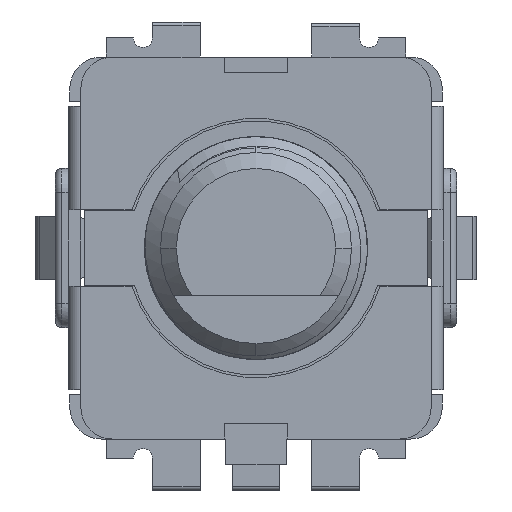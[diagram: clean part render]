
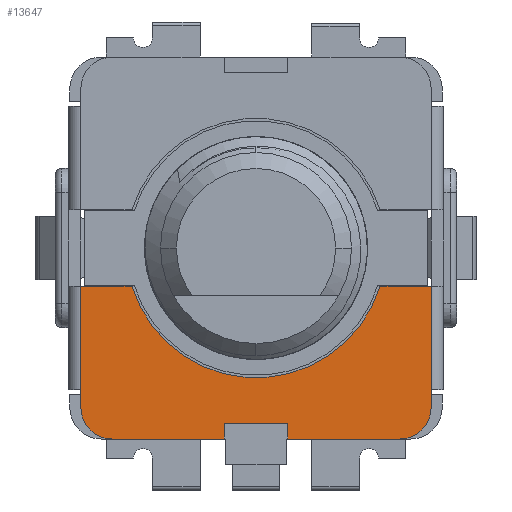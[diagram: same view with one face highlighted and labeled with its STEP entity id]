
A CAD part, front view. The second image highlights one B-rep face of the part: STEP entity #13647.
In plain terms, the highlighted planar face has unit normal (0, -1, 0).
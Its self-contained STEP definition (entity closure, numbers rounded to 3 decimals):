
#908=DIRECTION('',(1.,0.,0.));
#909=VECTOR('',#908,3.5);
#910=CARTESIAN_POINT('',(-4.5,7.396,-6.));
#911=LINE('',#910,#909);
#924=DIRECTION('',(1.,0.,0.));
#925=VECTOR('',#924,3.5);
#926=CARTESIAN_POINT('',(1.,7.396,-6.));
#927=LINE('',#926,#925);
#2565=DIRECTION('',(0.,0.,-1.));
#2566=VECTOR('',#2565,3.25);
#2567=CARTESIAN_POINT('',(-5.5,7.396,-1.2));
#2568=LINE('',#2567,#2566);
#2582=DIRECTION('',(-1.,0.,0.));
#2583=VECTOR('',#2582,1.606);
#2584=CARTESIAN_POINT('',(-3.894,7.396,-1.2));
#2585=LINE('',#2584,#2583);
#3352=DIRECTION('',(0.,0.,1.));
#3353=VECTOR('',#3352,0.55);
#3354=CARTESIAN_POINT('',(5.5,7.396,-5.));
#3355=LINE('',#3354,#3353);
#3364=CARTESIAN_POINT('',(4.5,7.396,-5.));
#3365=DIRECTION('',(0.,1.,0.));
#3366=DIRECTION('',(1.,0.,0.));
#3367=AXIS2_PLACEMENT_3D('',#3364,#3365,#3366);
#3369=CARTESIAN_POINT('',(-4.5,7.396,-5.));
#3370=DIRECTION('',(0.,1.,0.));
#3371=DIRECTION('',(0.,0.,-1.));
#3372=AXIS2_PLACEMENT_3D('',#3369,#3370,#3371);
#3374=CARTESIAN_POINT('',(0.,7.396,0.));
#3375=DIRECTION('',(0.,-1.,0.));
#3376=DIRECTION('',(-0.956,0.,-0.294));
#3377=AXIS2_PLACEMENT_3D('',#3374,#3375,#3376);
#3383=DIRECTION('',(0.,0.,1.));
#3384=VECTOR('',#3383,3.25);
#3385=CARTESIAN_POINT('',(5.5,7.396,-4.45));
#3386=LINE('',#3385,#3384);
#3492=DIRECTION('',(-1.,0.,0.));
#3493=VECTOR('',#3492,1.606);
#3494=CARTESIAN_POINT('',(5.5,7.396,-1.2));
#3495=LINE('',#3494,#3493);
#3861=DIRECTION('',(0.,0.,-1.));
#3862=VECTOR('',#3861,0.55);
#3863=CARTESIAN_POINT('',(-5.5,7.396,-4.45));
#3864=LINE('',#3863,#3862);
#3998=DIRECTION('',(0.,0.,-1.));
#3999=VECTOR('',#3998,0.5);
#4000=CARTESIAN_POINT('',(1.,7.396,-5.5));
#4001=LINE('',#4000,#3999);
#4006=DIRECTION('',(1.,0.,0.));
#4007=VECTOR('',#4006,2.);
#4008=CARTESIAN_POINT('',(-1.,7.396,-5.5));
#4009=LINE('',#4008,#4007);
#4014=DIRECTION('',(0.,0.,1.));
#4015=VECTOR('',#4014,0.5);
#4016=CARTESIAN_POINT('',(-1.,7.396,-6.));
#4017=LINE('',#4016,#4015);
#7834=CARTESIAN_POINT('',(5.5,7.396,-4.45));
#7835=VERTEX_POINT('',#7834);
#7836=CARTESIAN_POINT('',(5.5,7.396,-5.));
#7837=VERTEX_POINT('',#7836);
#7956=CARTESIAN_POINT('',(-5.5,7.396,-4.45));
#7957=VERTEX_POINT('',#7956);
#7958=CARTESIAN_POINT('',(-5.5,7.396,-1.2));
#7959=VERTEX_POINT('',#7958);
#7960=CARTESIAN_POINT('',(-3.894,7.396,-1.2));
#7961=VERTEX_POINT('',#7960);
#7962=CARTESIAN_POINT('',(3.894,7.396,-1.2));
#7963=VERTEX_POINT('',#7962);
#7964=CARTESIAN_POINT('',(5.5,7.396,-1.2));
#7965=VERTEX_POINT('',#7964);
#7966=CARTESIAN_POINT('',(4.5,7.396,-6.));
#7967=VERTEX_POINT('',#7966);
#7968=CARTESIAN_POINT('',(1.,7.396,-6.));
#7969=VERTEX_POINT('',#7968);
#7970=CARTESIAN_POINT('',(1.,7.396,-5.5));
#7971=VERTEX_POINT('',#7970);
#7972=CARTESIAN_POINT('',(-1.,7.396,-5.5));
#7973=VERTEX_POINT('',#7972);
#7974=CARTESIAN_POINT('',(-1.,7.396,-6.));
#7975=VERTEX_POINT('',#7974);
#7976=CARTESIAN_POINT('',(-4.5,7.396,-6.));
#7977=VERTEX_POINT('',#7976);
#7978=CARTESIAN_POINT('',(-5.5,7.396,-5.));
#7979=VERTEX_POINT('',#7978);
#13618=CARTESIAN_POINT('',(0.,7.396,0.));
#13619=DIRECTION('',(0.,-1.,0.));
#13620=DIRECTION('',(-1.,0.,0.));
#13621=AXIS2_PLACEMENT_3D('',#13618,#13619,#13620);
#13622=PLANE('',#13621);
#13624=ORIENTED_EDGE('',*,*,#13623,.F.);
#13625=ORIENTED_EDGE('',*,*,#13596,.F.);
#13626=ORIENTED_EDGE('',*,*,#13612,.T.);
#13627=ORIENTED_EDGE('',*,*,#10241,.F.);
#13629=ORIENTED_EDGE('',*,*,#13628,.F.);
#13631=ORIENTED_EDGE('',*,*,#13630,.F.);
#13633=ORIENTED_EDGE('',*,*,#13632,.F.);
#13634=ORIENTED_EDGE('',*,*,#10225,.F.);
#13636=ORIENTED_EDGE('',*,*,#13635,.T.);
#13638=ORIENTED_EDGE('',*,*,#13637,.F.);
#13639=ORIENTED_EDGE('',*,*,#12615,.F.);
#13640=ORIENTED_EDGE('',*,*,#12637,.F.);
#13642=ORIENTED_EDGE('',*,*,#13641,.T.);
#13644=ORIENTED_EDGE('',*,*,#13643,.F.);
#13645=EDGE_LOOP('',(#13624,#13625,#13626,#13627,#13629,#13631,#13633,#13634,
#13636,#13638,#13639,#13640,#13642,#13644));
#13646=FACE_OUTER_BOUND('',#13645,.F.);
#13647=ADVANCED_FACE('',(#13646),#13622,.T.);
#3368=CIRCLE('',#3367,1.);
#3373=CIRCLE('',#3372,1.);
#3378=CIRCLE('',#3377,4.075);
#10225=EDGE_CURVE('',#7977,#7975,#911,.T.);
#10241=EDGE_CURVE('',#7969,#7967,#927,.T.);
#12615=EDGE_CURVE('',#7959,#7957,#2568,.T.);
#12637=EDGE_CURVE('',#7961,#7959,#2585,.T.);
#13596=EDGE_CURVE('',#7837,#7835,#3355,.T.);
#13612=EDGE_CURVE('',#7837,#7967,#3368,.T.);
#13623=EDGE_CURVE('',#7835,#7965,#3386,.T.);
#13628=EDGE_CURVE('',#7971,#7969,#4001,.T.);
#13630=EDGE_CURVE('',#7973,#7971,#4009,.T.);
#13632=EDGE_CURVE('',#7975,#7973,#4017,.T.);
#13635=EDGE_CURVE('',#7977,#7979,#3373,.T.);
#13637=EDGE_CURVE('',#7957,#7979,#3864,.T.);
#13641=EDGE_CURVE('',#7961,#7963,#3378,.T.);
#13643=EDGE_CURVE('',#7965,#7963,#3495,.T.);
